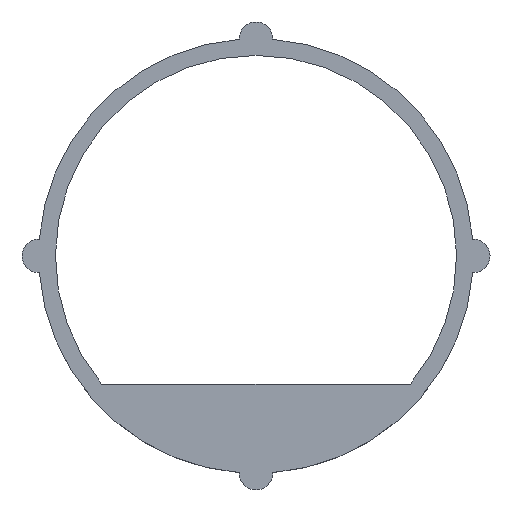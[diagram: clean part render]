
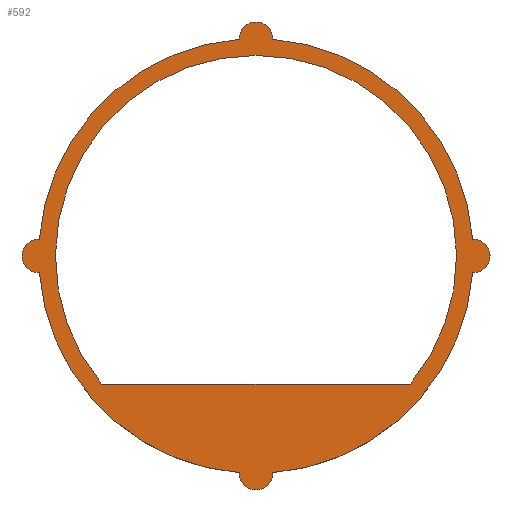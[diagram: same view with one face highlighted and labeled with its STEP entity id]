
A CAD part, front view. The second image highlights one B-rep face of the part: STEP entity #592.
In plain terms, the highlighted planar face has unit normal (0, -1, 0).
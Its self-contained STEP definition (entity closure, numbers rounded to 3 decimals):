
#3 = AXIS2_PLACEMENT_3D ( 'NONE', #262, #911, #253 ) ;
#14 = DIRECTION ( 'NONE',  ( 0., 1., 0. ) ) ;
#23 = FACE_BOUND ( 'NONE', #578, .T. ) ;
#34 = CIRCLE ( 'NONE', #804, 26. ) ;
#44 = VERTEX_POINT ( 'NONE', #433 ) ;
#47 = VERTEX_POINT ( 'NONE', #709 ) ;
#49 = EDGE_CURVE ( 'NONE', #185, #301, #347, .T. ) ;
#56 = CIRCLE ( 'NONE', #508, 24. ) ;
#57 = EDGE_LOOP ( 'NONE', ( #108, #354, #794, #305, #177, #182, #100, #394, #774, #927, #175, #505, #657 ) ) ;
#61 = DIRECTION ( 'NONE',  ( 0., 0., 1. ) ) ;
#65 = EDGE_CURVE ( 'NONE', #301, #588, #793, .T. ) ;
#66 = DIRECTION ( 'NONE',  ( 0., 1., 0. ) ) ;
#70 = VECTOR ( 'NONE', #377, 1000. ) ;
#79 = AXIS2_PLACEMENT_3D ( 'NONE', #749, #244, #525 ) ;
#86 = CARTESIAN_POINT ( 'NONE',  ( 0., 0., -13. ) ) ;
#90 = DIRECTION ( 'NONE',  ( 0., 0., 1. ) ) ;
#94 = CARTESIAN_POINT ( 'NONE',  ( 0., 0., 0. ) ) ;
#98 = CARTESIAN_POINT ( 'NONE',  ( 0., 0., 0. ) ) ;
#100 = ORIENTED_EDGE ( 'NONE', *, *, #49, .F. ) ;
#105 = DIRECTION ( 'NONE',  ( 0., 1., 0. ) ) ;
#108 = ORIENTED_EDGE ( 'NONE', *, *, #650, .F. ) ;
#119 = EDGE_CURVE ( 'NONE', #815, #850, #897, .T. ) ;
#121 = CIRCLE ( 'NONE', #79, 2. ) ;
#142 = EDGE_CURVE ( 'NONE', #314, #429, #528, .T. ) ;
#152 = VERTEX_POINT ( 'NONE', #437 ) ;
#157 = CARTESIAN_POINT ( 'NONE',  ( -18.466, 0., -15.33 ) ) ;
#162 = CARTESIAN_POINT ( 'NONE',  ( -25.923, 0., -1.999 ) ) ;
#170 = CARTESIAN_POINT ( 'NONE',  ( 0., 0., 0. ) ) ;
#174 = CIRCLE ( 'NONE', #417, 2. ) ;
#175 = ORIENTED_EDGE ( 'NONE', *, *, #615, .F. ) ;
#177 = ORIENTED_EDGE ( 'NONE', *, *, #572, .F. ) ;
#182 = ORIENTED_EDGE ( 'NONE', *, *, #65, .F. ) ;
#183 = CARTESIAN_POINT ( 'NONE',  ( 25.923, 0., -1.999 ) ) ;
#185 = VERTEX_POINT ( 'NONE', #742 ) ;
#188 = AXIS2_PLACEMENT_3D ( 'NONE', #562, #66, #61 ) ;
#199 = AXIS2_PLACEMENT_3D ( 'NONE', #507, #576, #877 ) ;
#206 = CARTESIAN_POINT ( 'NONE',  ( 18.466, 0., -15.33 ) ) ;
#234 = FACE_OUTER_BOUND ( 'NONE', #57, .T. ) ;
#236 = AXIS2_PLACEMENT_3D ( 'NONE', #86, #324, #386 ) ;
#238 = DIRECTION ( 'NONE',  ( 0., 1., 0. ) ) ;
#240 = DIRECTION ( 'NONE',  ( 0., 1., 0. ) ) ;
#241 = EDGE_CURVE ( 'NONE', #152, #314, #364, .T. ) ;
#244 = DIRECTION ( 'NONE',  ( 0., 1., 0. ) ) ;
#253 = DIRECTION ( 'NONE',  ( 0., 0., 1. ) ) ;
#262 = CARTESIAN_POINT ( 'NONE',  ( 26., 0., 0. ) ) ;
#265 = EDGE_CURVE ( 'NONE', #833, #47, #174, .T. ) ;
#281 = AXIS2_PLACEMENT_3D ( 'NONE', #412, #776, #651 ) ;
#294 = CARTESIAN_POINT ( 'NONE',  ( -26., 0., 0. ) ) ;
#301 = VERTEX_POINT ( 'NONE', #342 ) ;
#303 = EDGE_CURVE ( 'NONE', #530, #825, #56, .T. ) ;
#305 = ORIENTED_EDGE ( 'NONE', *, *, #713, .F. ) ;
#311 = CIRCLE ( 'NONE', #829, 2. ) ;
#314 = VERTEX_POINT ( 'NONE', #542 ) ;
#324 = DIRECTION ( 'NONE',  ( 0., 1., 0. ) ) ;
#333 = AXIS2_PLACEMENT_3D ( 'NONE', #613, #105, #767 ) ;
#342 = CARTESIAN_POINT ( 'NONE',  ( -1.999, 0., 25.923 ) ) ;
#347 = CIRCLE ( 'NONE', #872, 26. ) ;
#354 = ORIENTED_EDGE ( 'NONE', *, *, #142, .F. ) ;
#358 = CARTESIAN_POINT ( 'NONE',  ( 1.999, 0., -25.923 ) ) ;
#360 = DIRECTION ( 'NONE',  ( 0., 1., 0. ) ) ;
#364 = CIRCLE ( 'NONE', #889, 2. ) ;
#377 = DIRECTION ( 'NONE',  ( -1., 0., 0. ) ) ;
#379 = DIRECTION ( 'NONE',  ( 0., 0., 1. ) ) ;
#386 = DIRECTION ( 'NONE',  ( 0., 0., 1. ) ) ;
#394 = ORIENTED_EDGE ( 'NONE', *, *, #755, .F. ) ;
#412 = CARTESIAN_POINT ( 'NONE',  ( -26., 0., 0. ) ) ;
#417 = AXIS2_PLACEMENT_3D ( 'NONE', #591, #892, #379 ) ;
#427 = CARTESIAN_POINT ( 'NONE',  ( 0., 0., 0. ) ) ;
#428 = CARTESIAN_POINT ( 'NONE',  ( 0., 0., -28. ) ) ;
#429 = VERTEX_POINT ( 'NONE', #183 ) ;
#433 = CARTESIAN_POINT ( 'NONE',  ( 25.923, 0., 1.999 ) ) ;
#435 = ORIENTED_EDGE ( 'NONE', *, *, #303, .T. ) ;
#437 = CARTESIAN_POINT ( 'NONE',  ( 26., 0., 2. ) ) ;
#443 = PLANE ( 'NONE',  #236 ) ;
#469 = CARTESIAN_POINT ( 'NONE',  ( -26., 0., -2. ) ) ;
#493 = DIRECTION ( 'NONE',  ( 0., 1., 0. ) ) ;
#505 = ORIENTED_EDGE ( 'NONE', *, *, #265, .F. ) ;
#507 = CARTESIAN_POINT ( 'NONE',  ( 26., 0., 0. ) ) ;
#508 = AXIS2_PLACEMENT_3D ( 'NONE', #901, #611, #912 ) ;
#522 = DIRECTION ( 'NONE',  ( 0., 0., 1. ) ) ;
#525 = DIRECTION ( 'NONE',  ( 0., 0., 1. ) ) ;
#528 = CIRCLE ( 'NONE', #199, 2. ) ;
#529 = EDGE_CURVE ( 'NONE', #682, #815, #311, .T. ) ;
#530 = VERTEX_POINT ( 'NONE', #864 ) ;
#542 = CARTESIAN_POINT ( 'NONE',  ( 26., 0., -2. ) ) ;
#562 = CARTESIAN_POINT ( 'NONE',  ( 0., 0., 26. ) ) ;
#567 = CIRCLE ( 'NONE', #688, 26. ) ;
#572 = EDGE_CURVE ( 'NONE', #588, #44, #567, .T. ) ;
#576 = DIRECTION ( 'NONE',  ( 0., 1., 0. ) ) ;
#578 = EDGE_LOOP ( 'NONE', ( #435, #744 ) ) ;
#583 = CARTESIAN_POINT ( 'NONE',  ( 1.999, 0., 25.923 ) ) ;
#586 = CARTESIAN_POINT ( 'NONE',  ( 26., 0., 0. ) ) ;
#588 = VERTEX_POINT ( 'NONE', #583 ) ;
#591 = CARTESIAN_POINT ( 'NONE',  ( 0., 0., -26. ) ) ;
#592 = ADVANCED_FACE ( 'NONE', ( #234, #23 ), #443, .F. ) ;
#603 = CIRCLE ( 'NONE', #333, 2. ) ;
#607 = EDGE_CURVE ( 'NONE', #825, #530, #895, .T. ) ;
#611 = DIRECTION ( 'NONE',  ( 0., 1., 0. ) ) ;
#613 = CARTESIAN_POINT ( 'NONE',  ( -26., 0., 0. ) ) ;
#615 = EDGE_CURVE ( 'NONE', #47, #682, #34, .T. ) ;
#641 = AXIS2_PLACEMENT_3D ( 'NONE', #170, #14, #90 ) ;
#650 = EDGE_CURVE ( 'NONE', #429, #863, #729, .T. ) ;
#651 = DIRECTION ( 'NONE',  ( 0., 0., 1. ) ) ;
#655 = DIRECTION ( 'NONE',  ( 0., 0., 1. ) ) ;
#657 = ORIENTED_EDGE ( 'NONE', *, *, #691, .F. ) ;
#663 = DIRECTION ( 'NONE',  ( 0., 1., 0. ) ) ;
#682 = VERTEX_POINT ( 'NONE', #162 ) ;
#688 = AXIS2_PLACEMENT_3D ( 'NONE', #98, #238, #881 ) ;
#691 = EDGE_CURVE ( 'NONE', #863, #833, #121, .T. ) ;
#694 = CIRCLE ( 'NONE', #3, 2. ) ;
#709 = CARTESIAN_POINT ( 'NONE',  ( -1.999, 0., -25.923 ) ) ;
#713 = EDGE_CURVE ( 'NONE', #44, #152, #694, .T. ) ;
#729 = CIRCLE ( 'NONE', #641, 26. ) ;
#742 = CARTESIAN_POINT ( 'NONE',  ( -25.923, 0., 1.999 ) ) ;
#744 = ORIENTED_EDGE ( 'NONE', *, *, #607, .T. ) ;
#749 = CARTESIAN_POINT ( 'NONE',  ( 0., 0., -26. ) ) ;
#755 = EDGE_CURVE ( 'NONE', #850, #185, #603, .T. ) ;
#767 = DIRECTION ( 'NONE',  ( 0., 0., 1. ) ) ;
#772 = DIRECTION ( 'NONE',  ( 0., 0., 1. ) ) ;
#774 = ORIENTED_EDGE ( 'NONE', *, *, #119, .F. ) ;
#776 = DIRECTION ( 'NONE',  ( 0., 1., 0. ) ) ;
#793 = CIRCLE ( 'NONE', #188, 2. ) ;
#794 = ORIENTED_EDGE ( 'NONE', *, *, #241, .F. ) ;
#804 = AXIS2_PLACEMENT_3D ( 'NONE', #94, #663, #655 ) ;
#815 = VERTEX_POINT ( 'NONE', #469 ) ;
#825 = VERTEX_POINT ( 'NONE', #206 ) ;
#829 = AXIS2_PLACEMENT_3D ( 'NONE', #294, #360, #933 ) ;
#833 = VERTEX_POINT ( 'NONE', #428 ) ;
#850 = VERTEX_POINT ( 'NONE', #871 ) ;
#863 = VERTEX_POINT ( 'NONE', #358 ) ;
#864 = CARTESIAN_POINT ( 'NONE',  ( -18.466, 0., -15.33 ) ) ;
#871 = CARTESIAN_POINT ( 'NONE',  ( -26., 0., 2. ) ) ;
#872 = AXIS2_PLACEMENT_3D ( 'NONE', #427, #493, #772 ) ;
#877 = DIRECTION ( 'NONE',  ( 0., 0., 1. ) ) ;
#881 = DIRECTION ( 'NONE',  ( 0., 0., 1. ) ) ;
#889 = AXIS2_PLACEMENT_3D ( 'NONE', #586, #240, #522 ) ;
#892 = DIRECTION ( 'NONE',  ( 0., 1., 0. ) ) ;
#895 = LINE ( 'NONE', #157, #70 ) ;
#897 = CIRCLE ( 'NONE', #281, 2. ) ;
#901 = CARTESIAN_POINT ( 'NONE',  ( 0., 0., 0. ) ) ;
#911 = DIRECTION ( 'NONE',  ( 0., 1., 0. ) ) ;
#912 = DIRECTION ( 'NONE',  ( 0., 0., 1. ) ) ;
#927 = ORIENTED_EDGE ( 'NONE', *, *, #529, .F. ) ;
#933 = DIRECTION ( 'NONE',  ( 0., 0., 1. ) ) ;
